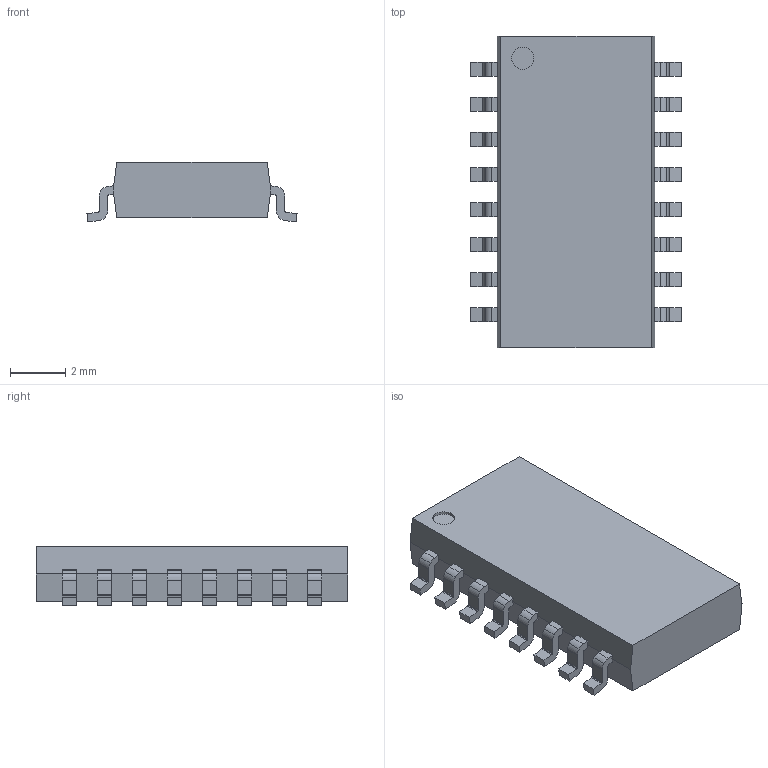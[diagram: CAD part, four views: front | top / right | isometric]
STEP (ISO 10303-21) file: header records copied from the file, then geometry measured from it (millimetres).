
FILE_DESCRIPTION((''),'2;1');
FILE_NAME('SOIC127P760X215-16N.stp','2009-08-27T11:53:59',(''),(''),'Mechanical Desktop 2006','Mechanical Desktop 2006',', , ');
FILE_SCHEMA(('AUTOMOTIVE_DESIGN { 1 2 10303 214 0 1 1 1 }'));
Length unit declared in the file: millimetre
Products named in the file (1): Product
Bounding box: 7.62 x 11.3 x 2.17 mm (x, y, z)
Volume: 131.6 mm3; surface area: 241.7 mm2
Topology: 17 solids, 17 shells, 315 faces, 840 edges, 560 vertices
Faces by surface type: bspline 152, plane 97, cylinder 66
Entity records: 10722 total; most frequent: CARTESIAN_POINT 3068, ORIENTED_EDGE 1680, DIRECTION 1428, EDGE_CURVE 840, VECTOR 580, LINE 580, VERTEX_POINT 560, AXIS2_PLACEMENT_3D 424
